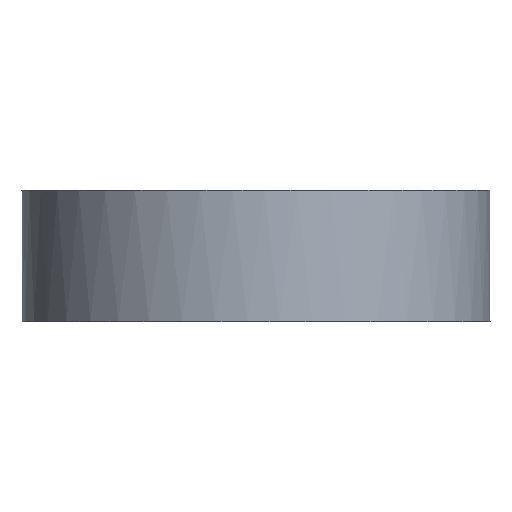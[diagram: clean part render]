
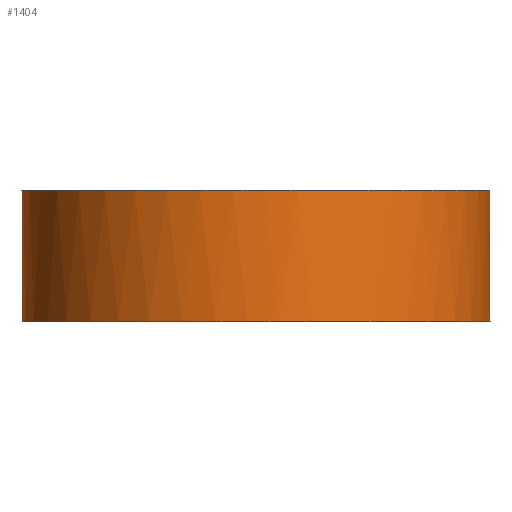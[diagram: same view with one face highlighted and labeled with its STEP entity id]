
A CAD part, left-side view. The second image highlights one B-rep face of the part: STEP entity #1404.
In plain terms, the highlighted free-form (B-spline) face has degree [1, 2] with [2, 9] control points.
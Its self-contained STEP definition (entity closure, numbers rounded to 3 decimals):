
#161 = EDGE_CURVE('',#162,#164,#166,.T.);
#162 = VERTEX_POINT('',#163);
#163 = CARTESIAN_POINT('',(-270.54,208.111,
    -32.647));
#164 = VERTEX_POINT('',#165);
#165 = CARTESIAN_POINT('',(-270.54,208.111,
    -5.049));
#166 = B_SPLINE_CURVE_WITH_KNOTS('',1,(#167,#168),.UNSPECIFIED.,.F.,.F.,
  (2,2),(-22.476,-3.476),.PIECEWISE_BEZIER_KNOTS.);
#167 = CARTESIAN_POINT('',(-270.54,208.111,
    -32.647));
#168 = CARTESIAN_POINT('',(-270.54,208.111,
    -5.049));
#203 = EDGE_CURVE('',#204,#206,#208,.T.);
#204 = VERTEX_POINT('',#205);
#205 = CARTESIAN_POINT('',(-270.54,254.592,
    -32.647));
#206 = VERTEX_POINT('',#207);
#207 = CARTESIAN_POINT('',(-266.217,231.352,
    -32.647));
#208 = ( BOUNDED_CURVE() B_SPLINE_CURVE(2,(#209,#210,#211),
.UNSPECIFIED.,.F.,.F.) B_SPLINE_CURVE_WITH_KNOTS((3,3),(2.774,
3.142),.PIECEWISE_BEZIER_KNOTS.) CURVE() 
GEOMETRIC_REPRESENTATION_ITEM() RATIONAL_B_SPLINE_CURVE((1.,
0.983,1.)) REPRESENTATION_ITEM('') );
#209 = CARTESIAN_POINT('',(-270.54,254.592,
    -32.647));
#210 = CARTESIAN_POINT('',(-266.217,243.374,
    -32.647));
#211 = CARTESIAN_POINT('',(-266.217,231.352,
    -32.647));
#226 = EDGE_CURVE('',#206,#162,#227,.T.);
#227 = ( BOUNDED_CURVE() B_SPLINE_CURVE(2,(#228,#229,#230),
.UNSPECIFIED.,.F.,.F.) B_SPLINE_CURVE_WITH_KNOTS((3,3),(3.142,
3.509),.PIECEWISE_BEZIER_KNOTS.) CURVE() 
GEOMETRIC_REPRESENTATION_ITEM() RATIONAL_B_SPLINE_CURVE((1.,
0.983,1.)) REPRESENTATION_ITEM('') );
#228 = CARTESIAN_POINT('',(-266.217,231.352,
    -32.647));
#229 = CARTESIAN_POINT('',(-266.217,219.33,
    -32.647));
#230 = CARTESIAN_POINT('',(-270.54,208.111,
    -32.647));
#262 = EDGE_CURVE('',#164,#263,#265,.T.);
#263 = VERTEX_POINT('',#264);
#264 = CARTESIAN_POINT('',(-266.217,231.352,
    -5.049));
#265 = ( BOUNDED_CURVE() B_SPLINE_CURVE(2,(#266,#267,#268),
.UNSPECIFIED.,.F.,.F.) B_SPLINE_CURVE_WITH_KNOTS((3,3),(2.774,
3.142),.PIECEWISE_BEZIER_KNOTS.) CURVE() 
GEOMETRIC_REPRESENTATION_ITEM() RATIONAL_B_SPLINE_CURVE((1.,
0.983,1.)) REPRESENTATION_ITEM('') );
#266 = CARTESIAN_POINT('',(-270.54,208.111,
    -5.049));
#267 = CARTESIAN_POINT('',(-266.217,219.33,
    -5.049));
#268 = CARTESIAN_POINT('',(-266.217,231.352,
    -5.049));
#273 = VERTEX_POINT('',#274);
#274 = CARTESIAN_POINT('',(-270.54,254.592,
    -5.049));
#279 = EDGE_CURVE('',#263,#273,#280,.T.);
#280 = ( BOUNDED_CURVE() B_SPLINE_CURVE(2,(#281,#282,#283),
.UNSPECIFIED.,.F.,.F.) B_SPLINE_CURVE_WITH_KNOTS((3,3),(3.142,
3.509),.PIECEWISE_BEZIER_KNOTS.) CURVE() 
GEOMETRIC_REPRESENTATION_ITEM() RATIONAL_B_SPLINE_CURVE((1.,
0.983,1.)) REPRESENTATION_ITEM('') );
#281 = CARTESIAN_POINT('',(-266.217,231.352,
    -5.049));
#282 = CARTESIAN_POINT('',(-266.217,243.374,
    -5.049));
#283 = CARTESIAN_POINT('',(-270.54,254.592,
    -5.049));
#293 = EDGE_CURVE('',#273,#204,#294,.T.);
#294 = B_SPLINE_CURVE_WITH_KNOTS('',1,(#295,#296),.UNSPECIFIED.,.F.,.F.,
  (2,2),(3.476,22.476),.PIECEWISE_BEZIER_KNOTS.);
#295 = CARTESIAN_POINT('',(-270.54,254.592,
    -5.049));
#296 = CARTESIAN_POINT('',(-270.54,254.592,
    -32.647));
#1034 = EDGE_CURVE('',#1035,#1035,#1037,.T.);
#1035 = VERTEX_POINT('',#1036);
#1036 = CARTESIAN_POINT('',(-266.217,231.352,0.));
#1037 = ( BOUNDED_CURVE() B_SPLINE_CURVE(2,(#1038,#1039,#1040,#1041,
    #1042,#1043,#1044,#1045,#1046),.UNSPECIFIED.,.T.,.F.) 
B_SPLINE_CURVE_WITH_KNOTS((3,2,2,2,3),(-3.142,-1.571,0.
,1.571,3.142),.UNSPECIFIED.) CURVE() 
GEOMETRIC_REPRESENTATION_ITEM() RATIONAL_B_SPLINE_CURVE((1.,
    0.707,1.,0.707,1.,0.707,1.,0.707
,1.)) REPRESENTATION_ITEM('') );
#1038 = CARTESIAN_POINT('',(-266.217,231.352,0.));
#1039 = CARTESIAN_POINT('',(-266.217,295.989,0.));
#1040 = CARTESIAN_POINT('',(-330.854,295.989,0.));
#1041 = CARTESIAN_POINT('',(-395.492,295.989,0.));
#1042 = CARTESIAN_POINT('',(-395.492,231.352,0.));
#1043 = CARTESIAN_POINT('',(-395.492,166.715,0.));
#1044 = CARTESIAN_POINT('',(-330.854,166.715,0.));
#1045 = CARTESIAN_POINT('',(-266.217,166.715,0.));
#1046 = CARTESIAN_POINT('',(-266.217,231.352,0.));
#1404 = ADVANCED_FACE('',(#1405),#1440,.T.);
#1405 = FACE_BOUND('',#1406,.T.);
#1406 = EDGE_LOOP('',(#1407,#1421,#1426,#1427,#1428,#1429,#1434,#1435,
    #1436,#1437,#1438,#1439));
#1407 = ORIENTED_EDGE('',*,*,#1408,.F.);
#1408 = EDGE_CURVE('',#1409,#1409,#1411,.T.);
#1409 = VERTEX_POINT('',#1410);
#1410 = CARTESIAN_POINT('',(-266.217,231.352,
    -36.313));
#1411 = ( BOUNDED_CURVE() B_SPLINE_CURVE(2,(#1412,#1413,#1414,#1415,
    #1416,#1417,#1418,#1419,#1420),.UNSPECIFIED.,.T.,.F.) 
B_SPLINE_CURVE_WITH_KNOTS((3,2,2,2,3),(-3.142,-1.571,0.
,1.571,3.142),.UNSPECIFIED.) CURVE() 
GEOMETRIC_REPRESENTATION_ITEM() RATIONAL_B_SPLINE_CURVE((1.,
    0.707,1.,0.707,1.,0.707,1.,0.707
,1.)) REPRESENTATION_ITEM('') );
#1412 = CARTESIAN_POINT('',(-266.217,231.352,
    -36.313));
#1413 = CARTESIAN_POINT('',(-266.217,166.715,
    -36.313));
#1414 = CARTESIAN_POINT('',(-330.854,166.715,
    -36.313));
#1415 = CARTESIAN_POINT('',(-395.492,166.715,
    -36.313));
#1416 = CARTESIAN_POINT('',(-395.492,231.352,
    -36.313));
#1417 = CARTESIAN_POINT('',(-395.492,295.989,
    -36.313));
#1418 = CARTESIAN_POINT('',(-330.854,295.989,
    -36.313));
#1419 = CARTESIAN_POINT('',(-266.217,295.989,
    -36.313));
#1420 = CARTESIAN_POINT('',(-266.217,231.352,
    -36.313));
#1421 = ORIENTED_EDGE('',*,*,#1422,.T.);
#1422 = EDGE_CURVE('',#1409,#206,#1423,.T.);
#1423 = B_SPLINE_CURVE_WITH_KNOTS('',1,(#1424,#1425),.UNSPECIFIED.,.F.,
  .F.,(2,2),(-0.562,-0.505),.PIECEWISE_BEZIER_KNOTS.);
#1424 = CARTESIAN_POINT('',(-266.217,231.352,
    -36.313));
#1425 = CARTESIAN_POINT('',(-266.217,231.352,
    -32.647));
#1426 = ORIENTED_EDGE('',*,*,#226,.T.);
#1427 = ORIENTED_EDGE('',*,*,#161,.T.);
#1428 = ORIENTED_EDGE('',*,*,#262,.T.);
#1429 = ORIENTED_EDGE('',*,*,#1430,.T.);
#1430 = EDGE_CURVE('',#263,#1035,#1431,.T.);
#1431 = B_SPLINE_CURVE_WITH_KNOTS('',1,(#1432,#1433),.UNSPECIFIED.,.F.,
  .F.,(2,2),(-0.078,0.),.PIECEWISE_BEZIER_KNOTS.);
#1432 = CARTESIAN_POINT('',(-266.217,231.352,
    -5.049));
#1433 = CARTESIAN_POINT('',(-266.217,231.352,0.));
#1434 = ORIENTED_EDGE('',*,*,#1034,.F.);
#1435 = ORIENTED_EDGE('',*,*,#1430,.F.);
#1436 = ORIENTED_EDGE('',*,*,#279,.T.);
#1437 = ORIENTED_EDGE('',*,*,#293,.T.);
#1438 = ORIENTED_EDGE('',*,*,#203,.T.);
#1439 = ORIENTED_EDGE('',*,*,#1422,.F.);
#1440 = ( BOUNDED_SURFACE() B_SPLINE_SURFACE(1,2,(
    (#1441,#1442,#1443,#1444,#1445,#1446,#1447,#1448,#1449)
    ,(#1450,#1451,#1452,#1453,#1454,#1455,#1456,#1457,#1458
)),.UNSPECIFIED.,.F.,.T.,.F.) B_SPLINE_SURFACE_WITH_KNOTS((2,2),(1,2,2,2
    ,2,2,1),(0.,0.562),(-4.712,-3.142,
    -1.571,0.,1.571,3.142,4.712),
.UNSPECIFIED.) GEOMETRIC_REPRESENTATION_ITEM() RATIONAL_B_SPLINE_SURFACE
((
    (1.,0.707,1.,0.707,1.,0.707,1.
      ,0.707,1.)
    ,(1.,0.707,1.,0.707,1.,0.707,1.
,0.707,1.))) REPRESENTATION_ITEM('') SURFACE() );
#1441 = CARTESIAN_POINT('',(-266.217,231.352,
    -36.313));
#1442 = CARTESIAN_POINT('',(-266.217,166.715,
    -36.313));
#1443 = CARTESIAN_POINT('',(-330.854,166.715,
    -36.313));
#1444 = CARTESIAN_POINT('',(-395.492,166.715,
    -36.313));
#1445 = CARTESIAN_POINT('',(-395.492,231.352,
    -36.313));
#1446 = CARTESIAN_POINT('',(-395.492,295.989,
    -36.313));
#1447 = CARTESIAN_POINT('',(-330.854,295.989,
    -36.313));
#1448 = CARTESIAN_POINT('',(-266.217,295.989,
    -36.313));
#1449 = CARTESIAN_POINT('',(-266.217,231.352,
    -36.313));
#1450 = CARTESIAN_POINT('',(-266.217,231.352,0.));
#1451 = CARTESIAN_POINT('',(-266.217,166.715,0.));
#1452 = CARTESIAN_POINT('',(-330.854,166.715,0.));
#1453 = CARTESIAN_POINT('',(-395.492,166.715,0.));
#1454 = CARTESIAN_POINT('',(-395.492,231.352,0.));
#1455 = CARTESIAN_POINT('',(-395.492,295.989,0.));
#1456 = CARTESIAN_POINT('',(-330.854,295.989,0.));
#1457 = CARTESIAN_POINT('',(-266.217,295.989,0.));
#1458 = CARTESIAN_POINT('',(-266.217,231.352,0.));
